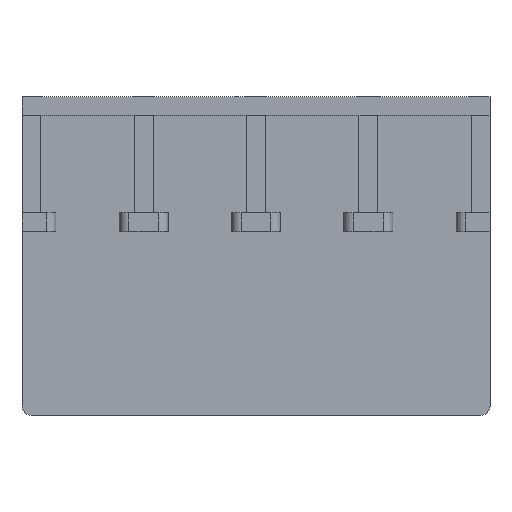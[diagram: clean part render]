
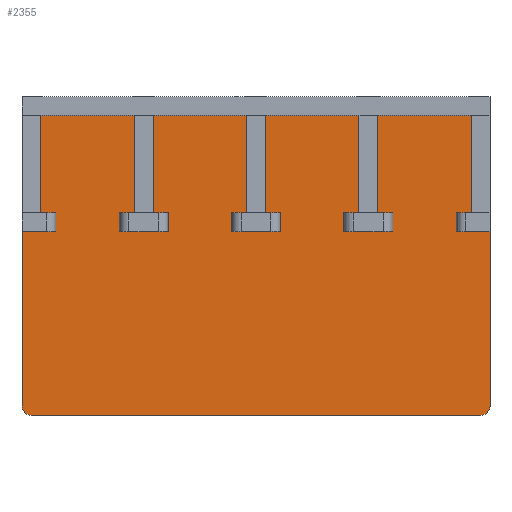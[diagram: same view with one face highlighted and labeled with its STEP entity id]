
A CAD part, top view. The second image highlights one B-rep face of the part: STEP entity #2355.
In plain terms, the highlighted planar face has unit normal (0, 0, 1).
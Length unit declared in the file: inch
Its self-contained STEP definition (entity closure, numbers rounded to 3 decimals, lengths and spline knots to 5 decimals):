
#155=PLANE('',#2620);
#271=FACE_OUTER_BOUND('',#401,.T.);
#401=EDGE_LOOP('',(#2087,#2088,#2089,#2090,#2091,#2092,#2093,#2094,#2095,
#2096,#2097,#2098));
#490=CIRCLE('',#2619,0.125);
#491=CIRCLE('',#2621,0.125);
#492=CIRCLE('',#2622,0.25);
#493=CIRCLE('',#2623,0.25);
#704=LINE('',#3906,#958);
#705=LINE('',#3908,#959);
#706=LINE('',#3910,#960);
#707=LINE('',#3914,#961);
#708=LINE('',#3916,#962);
#709=LINE('',#3920,#963);
#710=LINE('',#3924,#964);
#711=LINE('',#3925,#965);
#958=VECTOR('',#3206,0.3937);
#959=VECTOR('',#3207,0.3937);
#960=VECTOR('',#3208,0.3937);
#961=VECTOR('',#3211,0.3937);
#962=VECTOR('',#3212,0.3937);
#963=VECTOR('',#3215,0.3937);
#964=VECTOR('',#3218,0.3937);
#965=VECTOR('',#3219,0.3937);
#1186=VERTEX_POINT('',#3897);
#1188=VERTEX_POINT('',#3901);
#1189=VERTEX_POINT('',#3905);
#1190=VERTEX_POINT('',#3907);
#1191=VERTEX_POINT('',#3909);
#1192=VERTEX_POINT('',#3911);
#1193=VERTEX_POINT('',#3913);
#1194=VERTEX_POINT('',#3915);
#1195=VERTEX_POINT('',#3917);
#1196=VERTEX_POINT('',#3919);
#1197=VERTEX_POINT('',#3921);
#1198=VERTEX_POINT('',#3923);
#1495=EDGE_CURVE('',#1186,#1188,#490,.T.);
#1496=EDGE_CURVE('',#1189,#1188,#704,.T.);
#1497=EDGE_CURVE('',#1190,#1189,#705,.T.);
#1498=EDGE_CURVE('',#1191,#1190,#706,.T.);
#1499=EDGE_CURVE('',#1191,#1192,#491,.T.);
#1500=EDGE_CURVE('',#1192,#1193,#707,.T.);
#1501=EDGE_CURVE('',#1193,#1194,#708,.T.);
#1502=EDGE_CURVE('',#1195,#1194,#492,.T.);
#1503=EDGE_CURVE('',#1196,#1195,#709,.T.);
#1504=EDGE_CURVE('',#1197,#1196,#493,.T.);
#1505=EDGE_CURVE('',#1198,#1197,#710,.T.);
#1506=EDGE_CURVE('',#1186,#1198,#711,.T.);
#2087=ORIENTED_EDGE('',*,*,#1495,.T.);
#2088=ORIENTED_EDGE('',*,*,#1496,.F.);
#2089=ORIENTED_EDGE('',*,*,#1497,.F.);
#2090=ORIENTED_EDGE('',*,*,#1498,.F.);
#2091=ORIENTED_EDGE('',*,*,#1499,.T.);
#2092=ORIENTED_EDGE('',*,*,#1500,.T.);
#2093=ORIENTED_EDGE('',*,*,#1501,.T.);
#2094=ORIENTED_EDGE('',*,*,#1502,.F.);
#2095=ORIENTED_EDGE('',*,*,#1503,.F.);
#2096=ORIENTED_EDGE('',*,*,#1504,.F.);
#2097=ORIENTED_EDGE('',*,*,#1505,.F.);
#2098=ORIENTED_EDGE('',*,*,#1506,.F.);
#2355=ADVANCED_FACE('',(#271),#155,.F.);
#2619=AXIS2_PLACEMENT_3D('',#3903,#3202,#3203);
#2620=AXIS2_PLACEMENT_3D('',#3904,#3204,#3205);
#2621=AXIS2_PLACEMENT_3D('',#3912,#3209,#3210);
#2622=AXIS2_PLACEMENT_3D('',#3918,#3213,#3214);
#2623=AXIS2_PLACEMENT_3D('',#3922,#3216,#3217);
#3202=DIRECTION('center_axis',(0.,0.,-1.));
#3203=DIRECTION('ref_axis',(1.,0.,0.));
#3204=DIRECTION('center_axis',(0.,0.,-1.));
#3205=DIRECTION('ref_axis',(-1.,0.,0.));
#3206=DIRECTION('',(0.,-1.,0.));
#3207=DIRECTION('',(1.,0.,0.));
#3208=DIRECTION('',(0.,1.,0.));
#3209=DIRECTION('center_axis',(0.,0.,-1.));
#3210=DIRECTION('ref_axis',(1.,0.,0.));
#3211=DIRECTION('',(-1.,0.,0.));
#3212=DIRECTION('',(0.,-1.,0.));
#3213=DIRECTION('center_axis',(0.,0.,-1.));
#3214=DIRECTION('ref_axis',(0.,-1.,0.));
#3215=DIRECTION('',(-1.,0.,0.));
#3216=DIRECTION('center_axis',(0.,0.,-1.));
#3217=DIRECTION('ref_axis',(1.,0.,0.));
#3218=DIRECTION('',(0.,-1.,0.));
#3219=DIRECTION('',(1.,0.,0.));
#3897=CARTESIAN_POINT('',(9.17678,0.,0.));
#3901=CARTESIAN_POINT('',(9.,0.17678,0.));
#3903=CARTESIAN_POINT('Origin',(9.08839,0.08839,0.));
#3904=CARTESIAN_POINT('Origin',(6.,-3.75,0.));
#3905=CARTESIAN_POINT('',(9.,0.5,0.));
#3906=CARTESIAN_POINT('',(9.,0.5,0.));
#3907=CARTESIAN_POINT('',(3.,0.5,0.));
#3908=CARTESIAN_POINT('',(3.,0.5,0.));
#3909=CARTESIAN_POINT('',(3.,0.17678,0.));
#3910=CARTESIAN_POINT('',(3.,0.,0.));
#3911=CARTESIAN_POINT('',(2.82322,0.,0.));
#3912=CARTESIAN_POINT('Origin',(2.91161,0.08839,0.));
#3913=CARTESIAN_POINT('',(-0.25,0.,0.));
#3914=CARTESIAN_POINT('',(3.,0.,0.));
#3915=CARTESIAN_POINT('',(-0.25,-7.75,0.));
#3916=CARTESIAN_POINT('',(-0.25,0.,0.));
#3917=CARTESIAN_POINT('',(0.,-8.,0.));
#3918=CARTESIAN_POINT('Origin',(0.,-7.75,0.));
#3919=CARTESIAN_POINT('',(12.,-8.,0.));
#3920=CARTESIAN_POINT('',(12.,-8.,0.));
#3921=CARTESIAN_POINT('',(12.25,-7.75,0.));
#3922=CARTESIAN_POINT('Origin',(12.,-7.75,0.));
#3923=CARTESIAN_POINT('',(12.25,0.,0.));
#3924=CARTESIAN_POINT('',(12.25,0.,0.));
#3925=CARTESIAN_POINT('',(9.,0.,0.));
